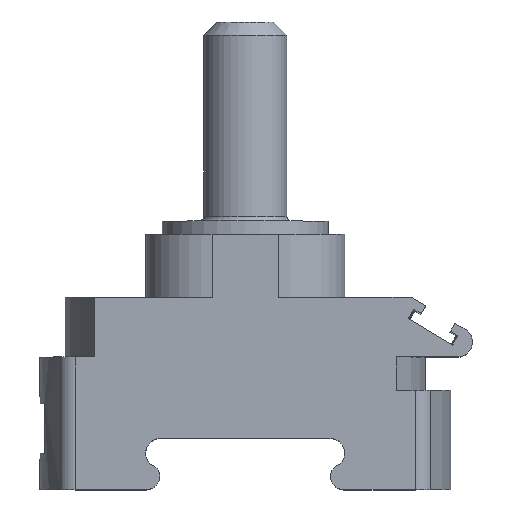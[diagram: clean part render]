
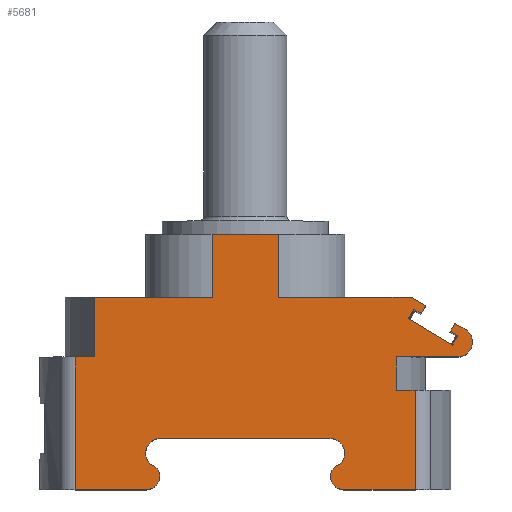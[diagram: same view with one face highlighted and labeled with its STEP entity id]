
A CAD part, top view. The second image highlights one B-rep face of the part: STEP entity #5681.
In plain terms, the highlighted planar face has unit normal (0, 0, 1).
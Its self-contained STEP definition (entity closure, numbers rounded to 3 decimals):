
#183=DIRECTION('',(-1.,0.,0.));
#184=VECTOR('',#183,7.1);
#185=CARTESIAN_POINT('',(-2.,11.6,6.));
#186=LINE('',#185,#184);
#384=DIRECTION('',(0.,-1.,0.));
#385=VECTOR('',#384,3.8);
#386=CARTESIAN_POINT('',(-2.,15.4,6.));
#387=LINE('',#386,#385);
#388=DIRECTION('',(-1.,0.,0.));
#389=VECTOR('',#388,4.);
#390=CARTESIAN_POINT('',(2.,15.4,6.));
#391=LINE('',#390,#389);
#392=DIRECTION('',(0.,1.,0.));
#393=VECTOR('',#392,3.8);
#394=CARTESIAN_POINT('',(2.,11.6,6.));
#395=LINE('',#394,#393);
#396=DIRECTION('',(-0.866,0.5,0.));
#397=VECTOR('',#396,1.025);
#398=CARTESIAN_POINT('',(10.888,11.088,6.));
#399=LINE('',#398,#397);
#400=DIRECTION('',(0.5,0.866,0.));
#401=VECTOR('',#400,0.548);
#402=CARTESIAN_POINT('',(10.614,10.613,6.));
#403=LINE('',#402,#401);
#404=DIRECTION('',(0.866,-0.5,0.));
#405=VECTOR('',#404,0.529);
#406=CARTESIAN_POINT('',(10.156,10.878,6.));
#407=LINE('',#406,#405);
#408=DIRECTION('',(0.5,0.866,0.));
#409=VECTOR('',#408,0.651);
#410=CARTESIAN_POINT('',(9.83,10.314,6.));
#411=LINE('',#410,#409);
#412=DIRECTION('',(-0.858,0.514,0.));
#413=VECTOR('',#412,3.109);
#414=CARTESIAN_POINT('',(12.498,8.717,6.));
#415=LINE('',#414,#413);
#416=DIRECTION('',(-0.499,-0.867,0.));
#417=VECTOR('',#416,0.652);
#418=CARTESIAN_POINT('',(12.823,9.282,6.));
#419=LINE('',#418,#417);
#420=DIRECTION('',(0.857,-0.516,0.));
#421=VECTOR('',#420,0.529);
#422=CARTESIAN_POINT('',(12.37,9.555,6.));
#423=LINE('',#422,#421);
#424=DIRECTION('',(-0.5,-0.866,0.));
#425=VECTOR('',#424,0.548);
#426=CARTESIAN_POINT('',(12.644,10.029,6.));
#427=LINE('',#426,#425);
#428=DIRECTION('',(-0.866,0.5,0.));
#429=VECTOR('',#428,0.7);
#430=CARTESIAN_POINT('',(13.25,9.679,6.));
#431=LINE('',#430,#429);
#432=CARTESIAN_POINT('',(12.8,8.9,6.));
#433=DIRECTION('',(0.,0.,1.));
#434=DIRECTION('',(0.,-1.,0.));
#435=AXIS2_PLACEMENT_3D('',#432,#433,#434);
#437=DIRECTION('',(0.,1.,0.));
#438=VECTOR('',#437,2.);
#439=CARTESIAN_POINT('',(9.1,6.,6.));
#440=LINE('',#439,#438);
#441=DIRECTION('',(1.,0.,0.));
#442=VECTOR('',#441,4.296);
#443=CARTESIAN_POINT('',(5.949,0.,6.));
#444=LINE('',#443,#442);
#445=CARTESIAN_POINT('',(5.949,0.8,6.));
#446=DIRECTION('',(0.,0.,1.));
#447=DIRECTION('',(-0.712,0.702,0.));
#448=AXIS2_PLACEMENT_3D('',#445,#446,#447);
#450=DIRECTION('',(-0.866,-0.5,0.));
#451=VECTOR('',#450,0.424);
#452=CARTESIAN_POINT('',(5.747,1.574,6.));
#453=LINE('',#452,#451);
#454=CARTESIAN_POINT('',(5.1,2.2,6.));
#455=DIRECTION('',(0.,0.,-1.));
#456=DIRECTION('',(0.,1.,0.));
#457=AXIS2_PLACEMENT_3D('',#454,#455,#456);
#459=DIRECTION('',(1.,0.,0.));
#460=VECTOR('',#459,10.2);
#461=CARTESIAN_POINT('',(-5.1,3.1,6.));
#462=LINE('',#461,#460);
#463=CARTESIAN_POINT('',(-5.1,2.2,6.));
#464=DIRECTION('',(0.,0.,-1.));
#465=DIRECTION('',(-0.719,-0.695,0.));
#466=AXIS2_PLACEMENT_3D('',#463,#464,#465);
#468=DIRECTION('',(-0.866,0.5,0.));
#469=VECTOR('',#468,0.424);
#470=CARTESIAN_POINT('',(-5.379,1.362,6.));
#471=LINE('',#470,#469);
#472=CARTESIAN_POINT('',(-5.949,0.8,6.));
#473=DIRECTION('',(0.,0.,1.));
#474=DIRECTION('',(0.,-1.,0.));
#475=AXIS2_PLACEMENT_3D('',#472,#473,#474);
#477=DIRECTION('',(1.,0.,0.));
#478=VECTOR('',#477,4.296);
#479=CARTESIAN_POINT('',(-10.245,0.,6.));
#480=LINE('',#479,#478);
#481=DIRECTION('',(0.,1.,0.));
#482=VECTOR('',#481,3.6);
#483=CARTESIAN_POINT('',(-9.1,8.,6.));
#484=LINE('',#483,#482);
#493=DIRECTION('',(-1.,0.,0.));
#494=VECTOR('',#493,8.);
#495=CARTESIAN_POINT('',(10.,11.6,6.));
#496=LINE('',#495,#494);
#784=DIRECTION('',(1.,0.,0.));
#785=VECTOR('',#784,3.7);
#786=CARTESIAN_POINT('',(9.1,8.,6.));
#787=LINE('',#786,#785);
#788=DIRECTION('',(-1.,0.,0.));
#789=VECTOR('',#788,1.145);
#790=CARTESIAN_POINT('',(10.245,6.,6.));
#791=LINE('',#790,#789);
#810=DIRECTION('',(0.,1.,0.));
#811=VECTOR('',#810,6.);
#812=CARTESIAN_POINT('',(10.245,0.,6.));
#813=LINE('',#812,#811);
#2986=DIRECTION('',(0.,-1.,0.));
#2987=VECTOR('',#2986,8.);
#2988=CARTESIAN_POINT('',(-10.245,8.,6.));
#2989=LINE('',#2988,#2987);
#3004=DIRECTION('',(-1.,0.,0.));
#3005=VECTOR('',#3004,1.145);
#3006=CARTESIAN_POINT('',(-9.1,8.,6.));
#3007=LINE('',#3006,#3005);
#4831=CARTESIAN_POINT('',(-5.1,3.1,6.));
#4832=CARTESIAN_POINT('',(5.1,3.1,6.));
#4833=VERTEX_POINT('',#4831);
#4834=VERTEX_POINT('',#4832);
#4835=CARTESIAN_POINT('',(5.747,1.574,6.));
#4836=VERTEX_POINT('',#4835);
#4837=CARTESIAN_POINT('',(5.379,1.362,6.));
#4838=VERTEX_POINT('',#4837);
#4839=CARTESIAN_POINT('',(5.949,0.,6.));
#4840=VERTEX_POINT('',#4839);
#4841=CARTESIAN_POINT('',(12.8,8.,6.));
#4842=CARTESIAN_POINT('',(13.25,9.679,6.));
#4843=VERTEX_POINT('',#4841);
#4844=VERTEX_POINT('',#4842);
#4845=CARTESIAN_POINT('',(12.644,10.029,6.));
#4846=VERTEX_POINT('',#4845);
#4847=CARTESIAN_POINT('',(10.888,11.088,6.));
#4848=CARTESIAN_POINT('',(10.,11.6,6.));
#4849=VERTEX_POINT('',#4847);
#4850=VERTEX_POINT('',#4848);
#4851=CARTESIAN_POINT('',(-5.949,0.,6.));
#4852=CARTESIAN_POINT('',(-5.379,1.362,6.));
#4853=VERTEX_POINT('',#4851);
#4854=VERTEX_POINT('',#4852);
#4855=CARTESIAN_POINT('',(-5.747,1.574,6.));
#4856=VERTEX_POINT('',#4855);
#4861=CARTESIAN_POINT('',(-9.1,8.,6.));
#4862=CARTESIAN_POINT('',(-9.1,11.6,6.));
#4863=VERTEX_POINT('',#4861);
#4864=VERTEX_POINT('',#4862);
#4869=CARTESIAN_POINT('',(9.1,6.,6.));
#4870=CARTESIAN_POINT('',(9.1,8.,6.));
#4871=VERTEX_POINT('',#4869);
#4872=VERTEX_POINT('',#4870);
#4877=CARTESIAN_POINT('',(10.245,0.,6.));
#4878=VERTEX_POINT('',#4877);
#4879=CARTESIAN_POINT('',(10.245,6.,6.));
#4880=VERTEX_POINT('',#4879);
#4893=CARTESIAN_POINT('',(-10.245,8.,6.));
#4894=VERTEX_POINT('',#4893);
#4895=CARTESIAN_POINT('',(-10.245,0.,6.));
#4896=VERTEX_POINT('',#4895);
#5041=CARTESIAN_POINT('',(-2.,15.4,6.));
#5042=VERTEX_POINT('',#5041);
#5043=CARTESIAN_POINT('',(-2.,11.6,6.));
#5044=VERTEX_POINT('',#5043);
#5045=CARTESIAN_POINT('',(2.,15.4,6.));
#5047=VERTEX_POINT('',#5045);
#5051=CARTESIAN_POINT('',(2.,11.6,6.));
#5052=VERTEX_POINT('',#5051);
#5327=CARTESIAN_POINT('',(12.498,8.717,6.));
#5328=CARTESIAN_POINT('',(9.83,10.314,6.));
#5329=VERTEX_POINT('',#5327);
#5330=VERTEX_POINT('',#5328);
#5339=CARTESIAN_POINT('',(12.37,9.555,6.));
#5340=VERTEX_POINT('',#5339);
#5341=CARTESIAN_POINT('',(10.614,10.613,6.));
#5342=VERTEX_POINT('',#5341);
#5347=CARTESIAN_POINT('',(12.823,9.282,6.));
#5348=VERTEX_POINT('',#5347);
#5349=CARTESIAN_POINT('',(10.156,10.878,6.));
#5350=VERTEX_POINT('',#5349);
#5616=CARTESIAN_POINT('',(0.,0.,6.));
#5617=DIRECTION('',(0.,0.,1.));
#5618=DIRECTION('',(1.,0.,0.));
#5619=AXIS2_PLACEMENT_3D('',#5616,#5617,#5618);
#5620=PLANE('',#5619);
#5621=ORIENTED_EDGE('',*,*,#5544,.F.);
#5622=ORIENTED_EDGE('',*,*,#5525,.F.);
#5623=ORIENTED_EDGE('',*,*,#5505,.F.);
#5625=ORIENTED_EDGE('',*,*,#5624,.F.);
#5627=ORIENTED_EDGE('',*,*,#5626,.F.);
#5629=ORIENTED_EDGE('',*,*,#5628,.F.);
#5631=ORIENTED_EDGE('',*,*,#5630,.F.);
#5633=ORIENTED_EDGE('',*,*,#5632,.F.);
#5635=ORIENTED_EDGE('',*,*,#5634,.F.);
#5637=ORIENTED_EDGE('',*,*,#5636,.F.);
#5639=ORIENTED_EDGE('',*,*,#5638,.F.);
#5641=ORIENTED_EDGE('',*,*,#5640,.F.);
#5643=ORIENTED_EDGE('',*,*,#5642,.F.);
#5645=ORIENTED_EDGE('',*,*,#5644,.F.);
#5647=ORIENTED_EDGE('',*,*,#5646,.F.);
#5649=ORIENTED_EDGE('',*,*,#5648,.F.);
#5651=ORIENTED_EDGE('',*,*,#5650,.F.);
#5653=ORIENTED_EDGE('',*,*,#5652,.F.);
#5655=ORIENTED_EDGE('',*,*,#5654,.F.);
#5657=ORIENTED_EDGE('',*,*,#5656,.F.);
#5659=ORIENTED_EDGE('',*,*,#5658,.F.);
#5661=ORIENTED_EDGE('',*,*,#5660,.F.);
#5663=ORIENTED_EDGE('',*,*,#5662,.F.);
#5665=ORIENTED_EDGE('',*,*,#5664,.F.);
#5667=ORIENTED_EDGE('',*,*,#5666,.F.);
#5669=ORIENTED_EDGE('',*,*,#5668,.F.);
#5671=ORIENTED_EDGE('',*,*,#5670,.F.);
#5673=ORIENTED_EDGE('',*,*,#5672,.F.);
#5675=ORIENTED_EDGE('',*,*,#5674,.F.);
#5677=ORIENTED_EDGE('',*,*,#5676,.T.);
#5678=ORIENTED_EDGE('',*,*,#5575,.F.);
#5679=EDGE_LOOP('',(#5621,#5622,#5623,#5625,#5627,#5629,#5631,#5633,#5635,#5637,
#5639,#5641,#5643,#5645,#5647,#5649,#5651,#5653,#5655,#5657,#5659,#5661,#5663,
#5665,#5667,#5669,#5671,#5673,#5675,#5677,#5678));
#5680=FACE_OUTER_BOUND('',#5679,.F.);
#5681=ADVANCED_FACE('',(#5680),#5620,.T.);
#436=CIRCLE('',#435,0.9);
#449=CIRCLE('',#448,0.8);
#458=CIRCLE('',#457,0.9);
#467=CIRCLE('',#466,0.9);
#476=CIRCLE('',#475,0.8);
#5505=EDGE_CURVE('',#5052,#5047,#395,.T.);
#5525=EDGE_CURVE('',#5047,#5042,#391,.T.);
#5544=EDGE_CURVE('',#5042,#5044,#387,.T.);
#5575=EDGE_CURVE('',#5044,#4864,#186,.T.);
#5624=EDGE_CURVE('',#4850,#5052,#496,.T.);
#5626=EDGE_CURVE('',#4849,#4850,#399,.T.);
#5628=EDGE_CURVE('',#5342,#4849,#403,.T.);
#5630=EDGE_CURVE('',#5350,#5342,#407,.T.);
#5632=EDGE_CURVE('',#5330,#5350,#411,.T.);
#5634=EDGE_CURVE('',#5329,#5330,#415,.T.);
#5636=EDGE_CURVE('',#5348,#5329,#419,.T.);
#5638=EDGE_CURVE('',#5340,#5348,#423,.T.);
#5640=EDGE_CURVE('',#4846,#5340,#427,.T.);
#5642=EDGE_CURVE('',#4844,#4846,#431,.T.);
#5644=EDGE_CURVE('',#4843,#4844,#436,.T.);
#5646=EDGE_CURVE('',#4872,#4843,#787,.T.);
#5648=EDGE_CURVE('',#4871,#4872,#440,.T.);
#5650=EDGE_CURVE('',#4880,#4871,#791,.T.);
#5652=EDGE_CURVE('',#4878,#4880,#813,.T.);
#5654=EDGE_CURVE('',#4840,#4878,#444,.T.);
#5656=EDGE_CURVE('',#4838,#4840,#449,.T.);
#5658=EDGE_CURVE('',#4836,#4838,#453,.T.);
#5660=EDGE_CURVE('',#4834,#4836,#458,.T.);
#5662=EDGE_CURVE('',#4833,#4834,#462,.T.);
#5664=EDGE_CURVE('',#4856,#4833,#467,.T.);
#5666=EDGE_CURVE('',#4854,#4856,#471,.T.);
#5668=EDGE_CURVE('',#4853,#4854,#476,.T.);
#5670=EDGE_CURVE('',#4896,#4853,#480,.T.);
#5672=EDGE_CURVE('',#4894,#4896,#2989,.T.);
#5674=EDGE_CURVE('',#4863,#4894,#3007,.T.);
#5676=EDGE_CURVE('',#4863,#4864,#484,.T.);
